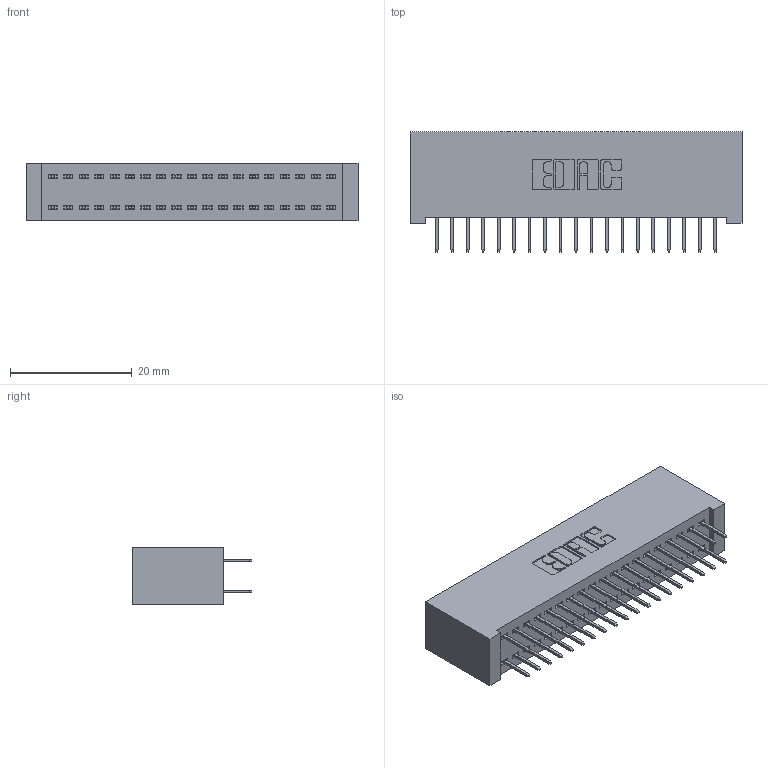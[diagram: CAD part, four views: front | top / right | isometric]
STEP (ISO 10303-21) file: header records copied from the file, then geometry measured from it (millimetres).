
FILE_DESCRIPTION (( 'STEP AP203' ), '1' );
FILE_NAME ('392-038-524-201.STEP', '2019-10-07T18:48:48', ( '' ), ( '' ), 'SwSTEP 2.0', 'SolidWorks 2016', '' );
FILE_SCHEMA (( 'CONFIG_CONTROL_DESIGN' ));
Length unit declared in the file: inch
Products named in the file (3): 342 Part_Lugless; 345-292-001_345-293-124; 392-038-524-201
Assembly tree (39 placements, depth 2):
  392-038-524-201
    342 Part_Lugless
    345-292-001_345-293-124  x38
Bounding box: 54.51 x 19.69 x 9.4 mm (x, y, z)
Volume: 5170.7 mm3; surface area: 8146.5 mm2
Topology: 39 solids, 39 shells, 2230 faces, 6317 edges, 4058 vertices
Faces by surface type: plane 1658, cylinder 572
Entity records: 14863 total; most frequent: CARTESIAN_POINT 2486, ORIENTED_EDGE 2422, DIRECTION 2159, EDGE_CURVE 1211, LINE 1095, VECTOR 1095, VERTEX_POINT 802, AXIS2_PLACEMENT_3D 532
